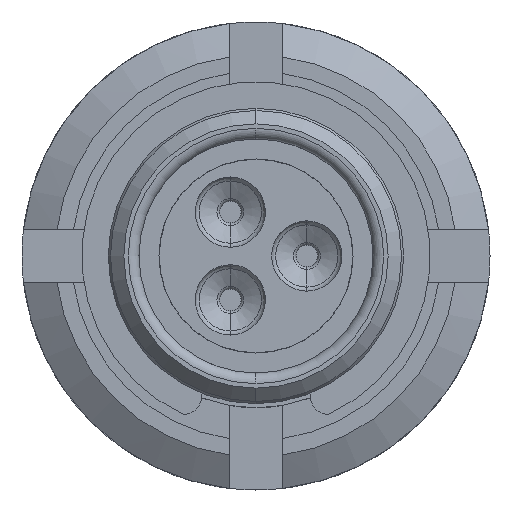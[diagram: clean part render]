
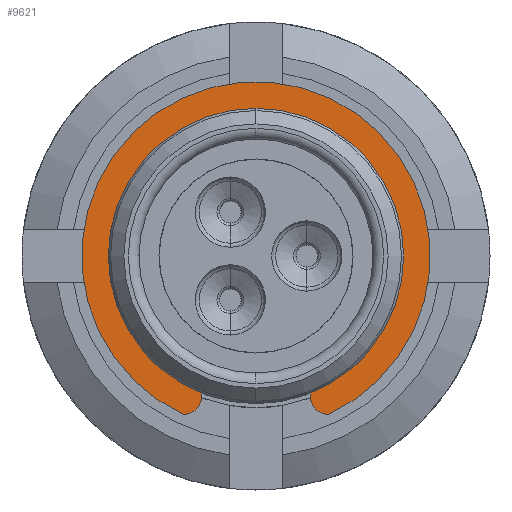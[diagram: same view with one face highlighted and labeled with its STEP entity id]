
A CAD part, left-side view. The second image highlights one B-rep face of the part: STEP entity #9621.
In plain terms, the highlighted planar face has unit normal (-1, 0, 0).
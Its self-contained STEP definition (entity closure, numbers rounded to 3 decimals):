
#70 = DIRECTION ( 'NONE',  ( 0., 0., -1. ) ) ;
#2479 = CARTESIAN_POINT ( 'NONE',  ( 10.412, 0., 0. ) ) ;
#3834 = AXIS2_PLACEMENT_3D ( 'NONE', #8712, #20280, #3974 ) ;
#3974 = DIRECTION ( 'NONE',  ( 0., 0., -1. ) ) ;
#4370 = AXIS2_PLACEMENT_3D ( 'NONE', #26914, #29252, #29354 ) ;
#6199 = AXIS2_PLACEMENT_3D ( 'NONE', #2479, #27655, #70 ) ;
#6530 = CIRCLE ( 'NONE', #17275, 0.688 ) ;
#7865 = EDGE_LOOP ( 'NONE', ( #23828, #8875, #25971, #16003 ) ) ;
#8712 = CARTESIAN_POINT ( 'NONE',  ( 10.412, 0., 0. ) ) ;
#8875 = ORIENTED_EDGE ( 'NONE', *, *, #10994, .F. ) ;
#9382 = CARTESIAN_POINT ( 'NONE',  ( 10.412, 2.731, -5.269 ) ) ;
#9621 = ADVANCED_FACE ( 'NONE', ( #19388 ), #12864, .F. ) ;
#10819 = VERTEX_POINT ( 'NONE', #13660 ) ;
#10994 = EDGE_CURVE ( 'NONE', #20502, #10819, #12633, .T. ) ;
#11601 = EDGE_CURVE ( 'NONE', #20502, #21822, #17579, .T. ) ;
#11661 = DIRECTION ( 'NONE',  ( 1., 0., 0. ) ) ;
#12364 = CARTESIAN_POINT ( 'NONE',  ( 10.412, -2.73, -4.582 ) ) ;
#12491 = CARTESIAN_POINT ( 'NONE',  ( 10.412, -2.73, -5.957 ) ) ;
#12633 = CIRCLE ( 'NONE', #22628, 0.688 ) ;
#12864 = PLANE ( 'NONE',  #4370 ) ;
#13380 = EDGE_CURVE ( 'NONE', #27800, #21822, #6530, .T. ) ;
#13660 = CARTESIAN_POINT ( 'NONE',  ( 10.412, 2.731, -5.957 ) ) ;
#16003 = ORIENTED_EDGE ( 'NONE', *, *, #13380, .F. ) ;
#16068 = DIRECTION ( 'NONE',  ( 1., 0., 0. ) ) ;
#16480 = CARTESIAN_POINT ( 'NONE',  ( 10.412, -2.73, -5.27 ) ) ;
#16989 = EDGE_CURVE ( 'NONE', #10819, #27800, #19827, .T. ) ;
#17275 = AXIS2_PLACEMENT_3D ( 'NONE', #16480, #11661, #23199 ) ;
#17579 = CIRCLE ( 'NONE', #3834, 5.334 ) ;
#18503 = DIRECTION ( 'NONE',  ( 0., 0., -1. ) ) ;
#19388 = FACE_OUTER_BOUND ( 'NONE', #7865, .T. ) ;
#19827 = CIRCLE ( 'NONE', #6199, 6.553 ) ;
#20112 = CARTESIAN_POINT ( 'NONE',  ( 10.412, 2.731, -4.582 ) ) ;
#20280 = DIRECTION ( 'NONE',  ( 1., 0., 0. ) ) ;
#20502 = VERTEX_POINT ( 'NONE', #20112 ) ;
#21822 = VERTEX_POINT ( 'NONE', #12364 ) ;
#22628 = AXIS2_PLACEMENT_3D ( 'NONE', #9382, #16068, #18503 ) ;
#23199 = DIRECTION ( 'NONE',  ( 0., 0., -1. ) ) ;
#23828 = ORIENTED_EDGE ( 'NONE', *, *, #16989, .F. ) ;
#25971 = ORIENTED_EDGE ( 'NONE', *, *, #11601, .T. ) ;
#26914 = CARTESIAN_POINT ( 'NONE',  ( 10.412, 0., 0. ) ) ;
#27655 = DIRECTION ( 'NONE',  ( 1., 0., 0. ) ) ;
#27800 = VERTEX_POINT ( 'NONE', #12491 ) ;
#29252 = DIRECTION ( 'NONE',  ( 1., 0., 0. ) ) ;
#29354 = DIRECTION ( 'NONE',  ( 0., 0., -1. ) ) ;
